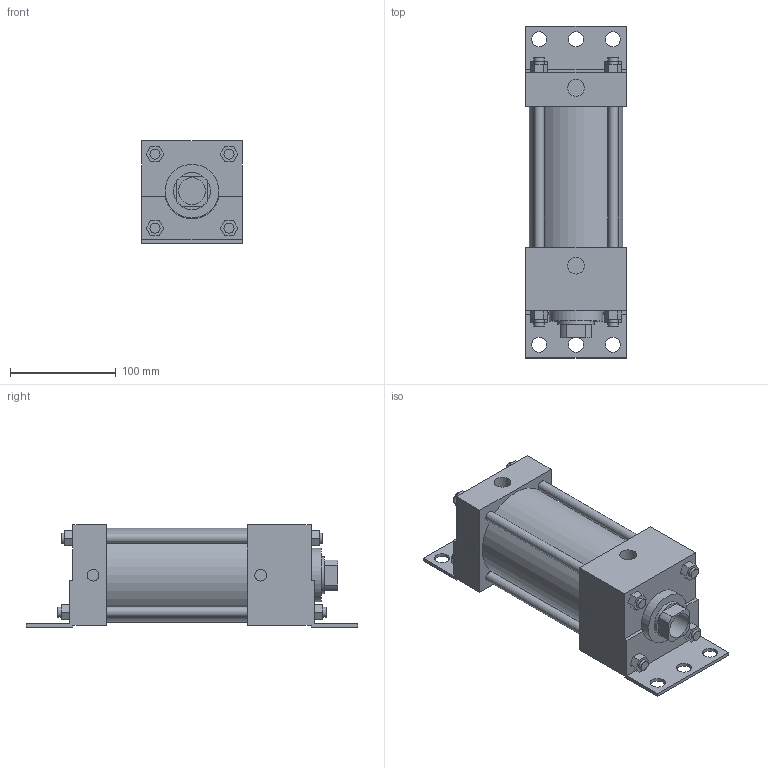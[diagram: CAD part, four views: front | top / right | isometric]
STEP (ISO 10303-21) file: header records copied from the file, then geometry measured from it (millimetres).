
FILE_DESCRIPTION((' Parasolid data model '),'2;1');
FILE_NAME('GSSL','1999-12-15T14:50:56+00:00',(' GSSL '),(' GSSL Pune '),'','GSSL Pune','Author');
FILE_SCHEMA(('CONFIG_CONTROL_DESIGN'));
Length unit declared in the file: millimetre
Bounding box: 95.25 x 314.32 x 96.84 mm (x, y, z)
Surface area: 140827.5 mm2 (no closed solid volume)
Topology: 0 solids, 9 shells, 140 faces, 375 edges, 267 vertices
Faces by surface type: plane 105, cylinder 35
Full cylindrical faces by diameter (mm): 9.525 x12, 11.113 x6, 14.287 x6, 15.926 x2, 25.4 x1, 34.925 x1, 50.8 x1, 88.9 x1
Entity records: 4220 total; most frequent: CARTESIAN_POINT 735, DIRECTION 672, ORIENTED_EDGE 588, EDGE_CURVE 342, LINE 270, VECTOR 270, VERTEX_POINT 264, EDGE_LOOP 220
